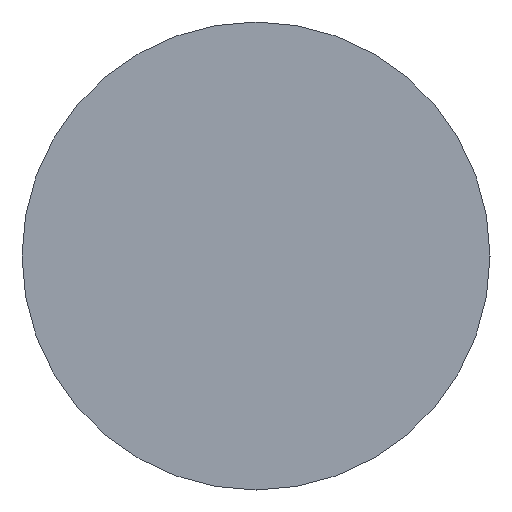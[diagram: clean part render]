
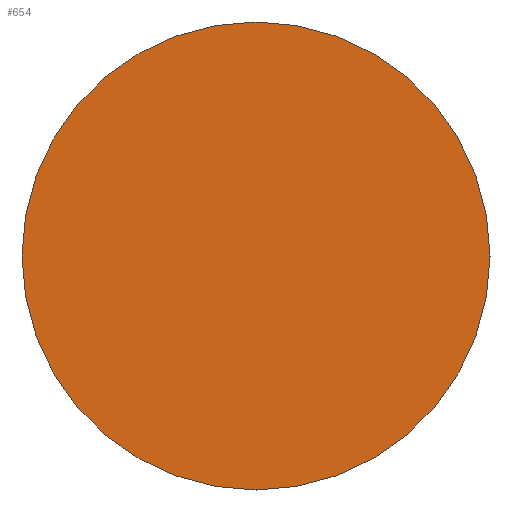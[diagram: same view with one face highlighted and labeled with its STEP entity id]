
A CAD part, front view. The second image highlights one B-rep face of the part: STEP entity #654.
In plain terms, the highlighted planar face has unit normal (0, -1, 0).
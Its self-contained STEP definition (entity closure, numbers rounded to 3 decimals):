
#24=PLANE('',#738);
#88=FACE_OUTER_BOUND('',#127,.T.);
#127=EDGE_LOOP('',(#509,#510));
#233=CIRCLE('',#739,19.);
#234=CIRCLE('',#740,19.);
#300=VERTEX_POINT('',#1115);
#301=VERTEX_POINT('',#1116);
#377=EDGE_CURVE('',#300,#301,#233,.T.);
#378=EDGE_CURVE('',#301,#300,#234,.T.);
#509=ORIENTED_EDGE('',*,*,#377,.F.);
#510=ORIENTED_EDGE('',*,*,#378,.F.);
#654=ADVANCED_FACE('',(#88),#24,.T.);
#738=AXIS2_PLACEMENT_3D('',#1114,#896,#897);
#739=AXIS2_PLACEMENT_3D('',#1117,#898,#899);
#740=AXIS2_PLACEMENT_3D('',#1118,#900,#901);
#896=DIRECTION('center_axis',(0.,-1.,0.));
#897=DIRECTION('ref_axis',(0.,0.,-1.));
#898=DIRECTION('center_axis',(0.,1.,0.));
#899=DIRECTION('ref_axis',(-1.,0.,0.));
#900=DIRECTION('center_axis',(0.,1.,0.));
#901=DIRECTION('ref_axis',(-1.,0.,0.));
#1114=CARTESIAN_POINT('Origin',(-9.5,0.,
0.));
#1115=CARTESIAN_POINT('',(-19.,0.,0.));
#1116=CARTESIAN_POINT('',(19.,0.,0.));
#1117=CARTESIAN_POINT('Origin',(0.,0.,
0.));
#1118=CARTESIAN_POINT('Origin',(0.,0.,
0.));
